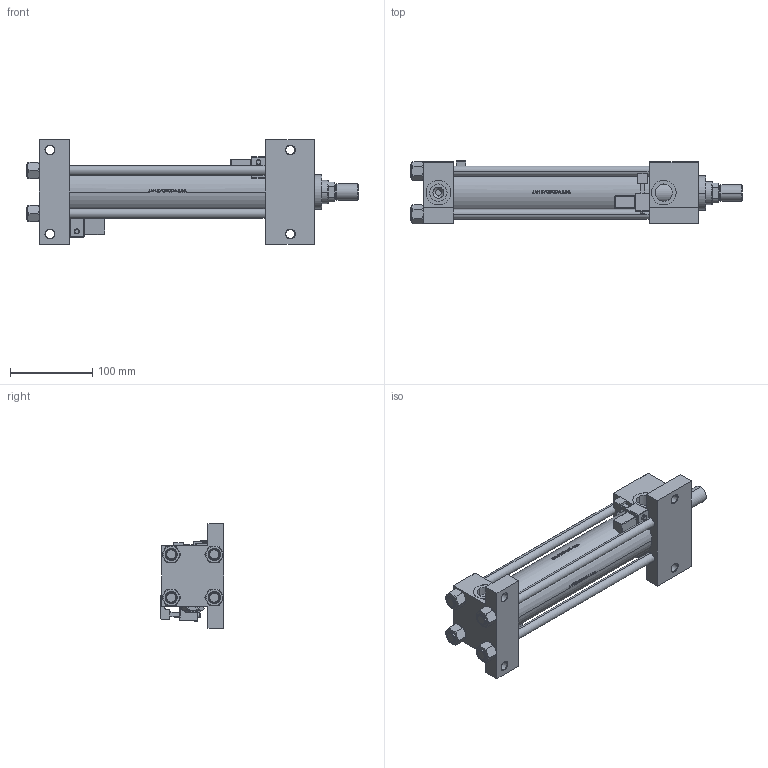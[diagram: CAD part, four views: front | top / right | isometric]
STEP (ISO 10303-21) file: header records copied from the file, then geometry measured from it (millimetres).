
FILE_DESCRIPTION (( 'STEP AP203' ), '1' );
FILE_NAME ('54f6.STEP', '2024-10-24T08:56:37', ( '' ), ( '' ), 'SwSTEP 2.0', 'SolidWorks 2019', '' );
FILE_SCHEMA (( 'CONFIG_CONTROL_DESIGN' ));
Length unit declared in the file: millimetre
Products named in the file (9): Zatka_pro_OIL_PORT 23192d4c22748fa1b9b0f3589b7b77f9; 54f6; V215_VC_A 23192d4c22748fa1b9b0f3589b7b77f9; ROD_END_AH 23192d4c22748fa1b9b0f3589b7b77f9; NUT_M5_G 23192d4c22748fa1b9b0f3589b7b77f9; V215CR_G_Body 23192d4c22748fa1b9b0f3589b7b77f9; V215CR_VCP_G 23192d4c22748fa1b9b0f3589b7b77f9; V215CR_G_TYCINKA 23192d4c22748fa1b9b0f3589b7b77f9; V215CR_MSU 23192d4c22748fa1b9b0f3589b7b77f9
Assembly tree (16 placements, depth 2):
  54f6
    V215CR_G_Body 23192d4c22748fa1b9b0f3589b7b77f9
    V215CR_VCP_G 23192d4c22748fa1b9b0f3589b7b77f9
    V215CR_G_TYCINKA 23192d4c22748fa1b9b0f3589b7b77f9  x4
    NUT_M5_G 23192d4c22748fa1b9b0f3589b7b77f9  x4
    V215_VC_A 23192d4c22748fa1b9b0f3589b7b77f9
    ROD_END_AH 23192d4c22748fa1b9b0f3589b7b77f9
    V215CR_MSU 23192d4c22748fa1b9b0f3589b7b77f9  x2
    Zatka_pro_OIL_PORT 23192d4c22748fa1b9b0f3589b7b77f9  x2
Bounding box: 403 x 77.3 x 127 mm (x, y, z)
Volume: 1094320.9 mm3; surface area: 285183.8 mm2
Topology: 16 solids, 16 shells, 1351 faces, 3354 edges, 2109 vertices
Faces by surface type: plane 539, bspline 380, cylinder 196, cone 190, sphere 24, torus 22
Entity records: 52152 total; most frequent: CARTESIAN_POINT 27012, ORIENTED_EDGE 5626, DIRECTION 3735, EDGE_CURVE 2813, VERTEX_POINT 1811, LINE 1443, VECTOR 1443, EDGE_LOOP 1228
